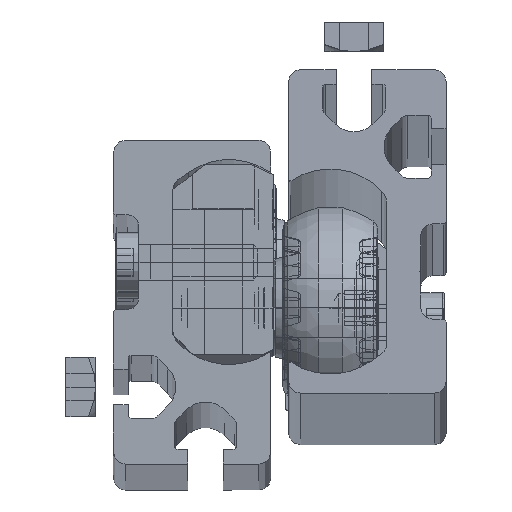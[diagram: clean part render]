
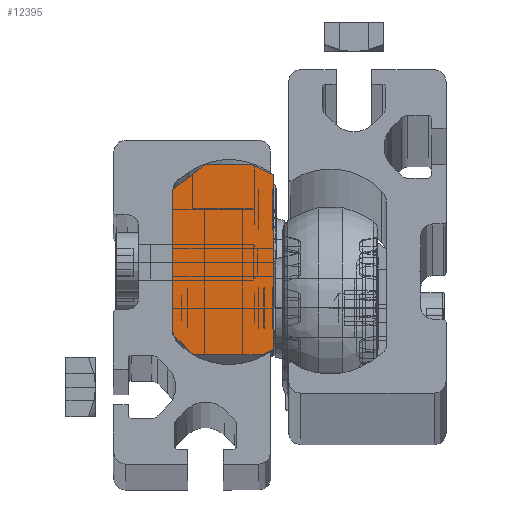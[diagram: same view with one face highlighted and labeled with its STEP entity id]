
A CAD part, top view. The second image highlights one B-rep face of the part: STEP entity #12395.
In plain terms, the highlighted face is planar.
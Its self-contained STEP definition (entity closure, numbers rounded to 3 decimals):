
#200 = ORIENTED_EDGE ( 'NONE', *, *, #8981, .F. ) ;
#831 = EDGE_CURVE ( 'NONE', #19537, #13398, #7886, .T. ) ;
#1435 = DIRECTION ( 'NONE',  ( 0., -0.423, 0.906 ) ) ;
#1448 = EDGE_LOOP ( 'NONE', ( #200, #9854, #1774, #14092, #15879, #4372, #3419, #22501 ) ) ;
#1507 = CARTESIAN_POINT ( 'NONE',  ( 19., 12.203, 8.5 ) ) ;
#1774 = ORIENTED_EDGE ( 'NONE', *, *, #3459, .T. ) ;
#2031 = FACE_OUTER_BOUND ( 'NONE', #1448, .T. ) ;
#2292 = EDGE_CURVE ( 'NONE', #2748, #8681, #5864, .T. ) ;
#2748 = VERTEX_POINT ( 'NONE', #17768 ) ;
#3067 = CARTESIAN_POINT ( 'NONE',  ( 19., -14.661, -8.5 ) ) ;
#3419 = ORIENTED_EDGE ( 'NONE', *, *, #831, .F. ) ;
#3459 = EDGE_CURVE ( 'NONE', #19459, #2748, #8603, .T. ) ;
#4372 = ORIENTED_EDGE ( 'NONE', *, *, #12169, .F. ) ;
#4394 = CARTESIAN_POINT ( 'NONE',  ( 19., 16.5, -4.6 ) ) ;
#4743 = LINE ( 'NONE', #15899, #6318 ) ;
#5473 = EDGE_CURVE ( 'NONE', #19459, #20869, #23199, .T. ) ;
#5626 = CARTESIAN_POINT ( 'NONE',  ( 19., -15.5, 5.2 ) ) ;
#5864 = LINE ( 'NONE', #5626, #7254 ) ;
#6318 = VECTOR ( 'NONE', #12293, 1000. ) ;
#6634 = CARTESIAN_POINT ( 'NONE',  ( 19., -12.2, 8.5 ) ) ;
#6754 = VECTOR ( 'NONE', #1435, 1000. ) ;
#7254 = VECTOR ( 'NONE', #20121, 1000. ) ;
#7258 = VECTOR ( 'NONE', #19016, 1000. ) ;
#7659 = DIRECTION ( 'NONE',  ( -1., 0., 0. ) ) ;
#7886 = LINE ( 'NONE', #4394, #7258 ) ;
#8603 = LINE ( 'NONE', #6634, #17544 ) ;
#8643 = CARTESIAN_POINT ( 'NONE',  ( 19., -15.5, -6.7 ) ) ;
#8681 = VERTEX_POINT ( 'NONE', #8643 ) ;
#8705 = EDGE_CURVE ( 'NONE', #19537, #14569, #18120, .T. ) ;
#8981 = EDGE_CURVE ( 'NONE', #20869, #14569, #12276, .T. ) ;
#9820 = CARTESIAN_POINT ( 'NONE',  ( 19., 12.203, 8.5 ) ) ;
#9854 = ORIENTED_EDGE ( 'NONE', *, *, #5473, .F. ) ;
#10115 = DIRECTION ( 'NONE',  ( 0., 0.616, -0.788 ) ) ;
#10920 = CARTESIAN_POINT ( 'NONE',  ( 19., 16.5, -4.6 ) ) ;
#11020 = DIRECTION ( 'NONE',  ( 0., 0., 1. ) ) ;
#11223 = VECTOR ( 'NONE', #14624, 1000. ) ;
#11247 = PLANE ( 'NONE',  #22793 ) ;
#12169 = EDGE_CURVE ( 'NONE', #13398, #12745, #4743, .T. ) ;
#12276 = LINE ( 'NONE', #1507, #12771 ) ;
#12293 = DIRECTION ( 'NONE',  ( 0., -1., 0. ) ) ;
#12395 = ADVANCED_FACE ( 'NONE', ( #2031 ), #11247, .F. ) ;
#12449 = CARTESIAN_POINT ( 'NONE',  ( 19., 14.681, -8.5 ) ) ;
#12745 = VERTEX_POINT ( 'NONE', #3067 ) ;
#12771 = VECTOR ( 'NONE', #10115, 1000. ) ;
#13362 = EDGE_CURVE ( 'NONE', #12745, #8681, #15934, .T. ) ;
#13398 = VERTEX_POINT ( 'NONE', #12449 ) ;
#13588 = CARTESIAN_POINT ( 'NONE',  ( 19., -12.2, 8.5 ) ) ;
#14069 = DIRECTION ( 'NONE',  ( 0., 1., 0. ) ) ;
#14092 = ORIENTED_EDGE ( 'NONE', *, *, #2292, .T. ) ;
#14569 = VERTEX_POINT ( 'NONE', #15606 ) ;
#14624 = DIRECTION ( 'NONE',  ( 0., 0., 1. ) ) ;
#15606 = CARTESIAN_POINT ( 'NONE',  ( 19., 16.5, 3. ) ) ;
#15879 = ORIENTED_EDGE ( 'NONE', *, *, #13362, .F. ) ;
#15899 = CARTESIAN_POINT ( 'NONE',  ( 19., 14.681, -8.5 ) ) ;
#15934 = LINE ( 'NONE', #16060, #6754 ) ;
#16060 = CARTESIAN_POINT ( 'NONE',  ( 19., -14.661, -8.5 ) ) ;
#16892 = VECTOR ( 'NONE', #14069, 1000. ) ;
#17544 = VECTOR ( 'NONE', #20901, 1000. ) ;
#17768 = CARTESIAN_POINT ( 'NONE',  ( 19., -15.5, 5.2 ) ) ;
#18120 = LINE ( 'NONE', #10920, #11223 ) ;
#18684 = CARTESIAN_POINT ( 'NONE',  ( 19., 1.5, 22.2 ) ) ;
#19016 = DIRECTION ( 'NONE',  ( 0., -0.423, -0.906 ) ) ;
#19459 = VERTEX_POINT ( 'NONE', #13588 ) ;
#19537 = VERTEX_POINT ( 'NONE', #19590 ) ;
#19590 = CARTESIAN_POINT ( 'NONE',  ( 19., 16.5, -4.6 ) ) ;
#20121 = DIRECTION ( 'NONE',  ( 0., 0., -1. ) ) ;
#20869 = VERTEX_POINT ( 'NONE', #9820 ) ;
#20901 = DIRECTION ( 'NONE',  ( 0., -0.707, -0.707 ) ) ;
#21630 = CARTESIAN_POINT ( 'NONE',  ( 19., -12.2, 8.5 ) ) ;
#22501 = ORIENTED_EDGE ( 'NONE', *, *, #8705, .T. ) ;
#22793 = AXIS2_PLACEMENT_3D ( 'NONE', #18684, #7659, #11020 ) ;
#23199 = LINE ( 'NONE', #21630, #16892 ) ;
